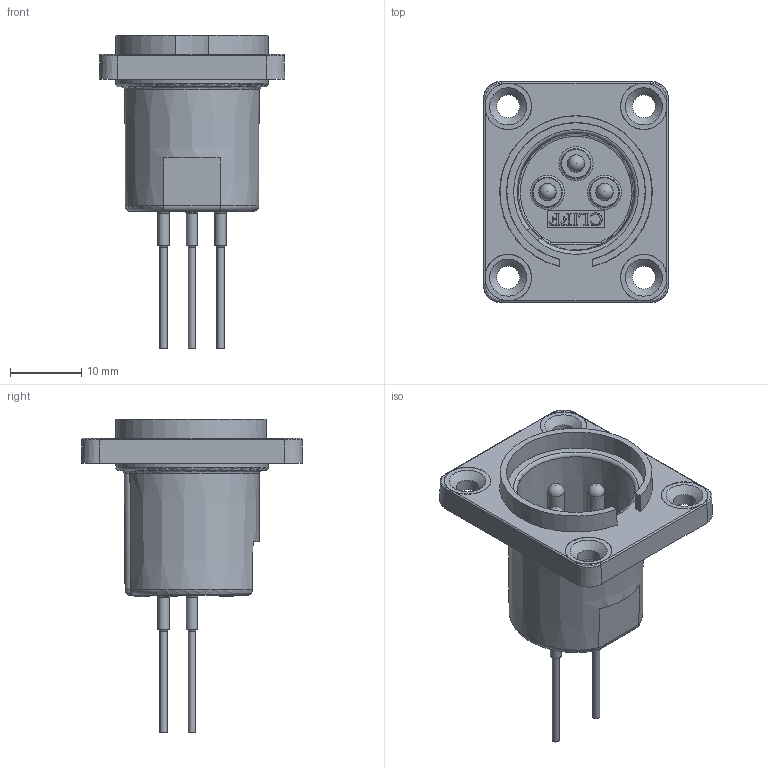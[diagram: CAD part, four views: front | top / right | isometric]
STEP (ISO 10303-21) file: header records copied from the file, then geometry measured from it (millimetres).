
FILE_DESCRIPTION(/* description */ (''),/* implementation_level */ '2;1');
FILE_NAME(/* name */ 'CP30061.stp',/* time_stamp */ '2016-10-05T12:37:10+01:00',/* author */ ('nbeasley'),/* organization */ (''),/* preprocessor_version */ 'ST-DEVELOPER v16.1',/* originating_system */ 'Autodesk Inventor 2016',/* authorisation */ '');
FILE_SCHEMA (('AUTOMOTIVE_DESIGN { 1 0 10303 214 3 1 1 }'));
Length unit declared in the file: millimetre
Products named in the file (1): CP30061
Bounding box: 26 x 31 x 43.95 mm (x, y, z)
Volume: 4203 mm3; surface area: 5448.6 mm2
Topology: 1 solids, 4 shells, 644 faces, 1867 edges, 1161 vertices
Faces by surface type: plane 471, bspline 72, cylinder 41, cone 36, torus 19, sphere 5
Full cylindrical faces by diameter (mm): 1 x3, 1.57 x3, 2.34 x9, 2.4 x3, 3.2 x4, 6.5 x4
Entity records: 22112 total; most frequent: CARTESIAN_POINT 5419, ORIENTED_EDGE 3546, DIRECTION 3006, EDGE_CURVE 1773, VERTEX_POINT 1136, AXIS2_PLACEMENT_3D 1020, LINE 966, VECTOR 966
